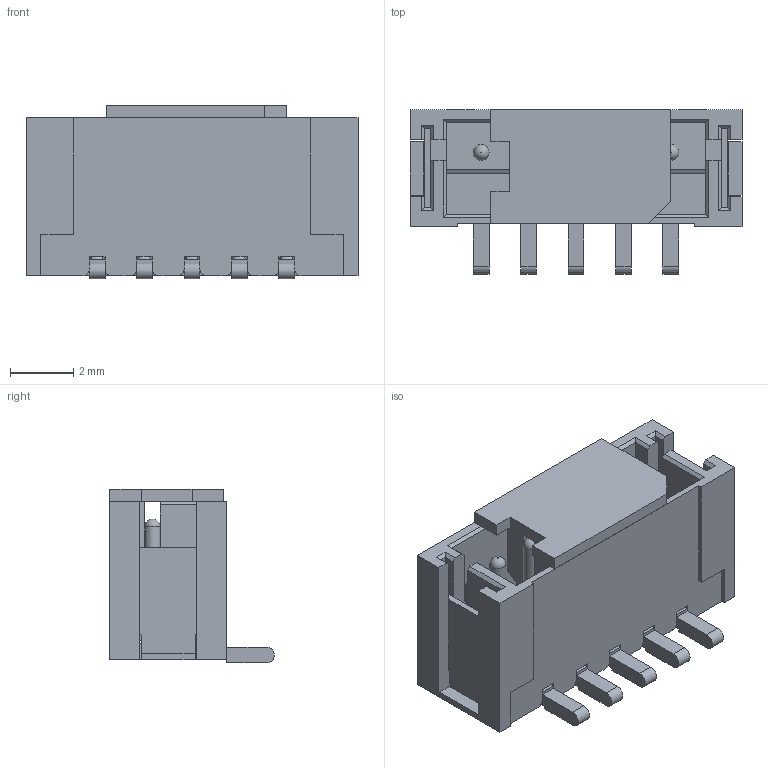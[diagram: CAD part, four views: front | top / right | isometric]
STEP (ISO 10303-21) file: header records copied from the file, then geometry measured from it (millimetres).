
FILE_DESCRIPTION(/* description */ ('Unknown'),/* implementation_level */ '2;1');
FILE_NAME(/* name */ '679305124022',/* time_stamp */ '2018-10-30T17:16:35+01:00',/* author */ ('Unknown'),/* organization */ ('Unknown'),/* preprocessor_version */ 'ST-DEVELOPER v16.7',/* originating_system */ 'DEX',/* authorisation */ $);
FILE_SCHEMA (('AUTOMOTIVE_DESIGN {1 0 10303 214 3 1 1}'));
Length unit declared in the file: millimetre
Products named in the file (5): 6793xx124022; 679305124022; 6793xx124022_PIN; 6793xx124022_CAP; 6793xx124022_PATTE
Assembly tree (9 placements, depth 2):
  6793xx124022
    679305124022
    6793xx124022_PIN  x5
    6793xx124022_CAP
    6793xx124022_PATTE  x2
Bounding box: 10.5 x 5.2 x 5.5 mm (x, y, z)
Volume: 111.2 mm3; surface area: 550.4 mm2
Topology: 9 solids, 9 shells, 289 faces, 777 edges, 486 vertices
Faces by surface type: plane 221, cylinder 33, bspline 20, torus 15
Full cylindrical faces by diameter (mm): 0.5 x10
Entity records: 5704 total; most frequent: CARTESIAN_POINT 1049, ORIENTED_EDGE 952, DIRECTION 888, EDGE_CURVE 476, LINE 422, VECTOR 422, VERTEX_POINT 314, AXIS2_PLACEMENT_3D 233
